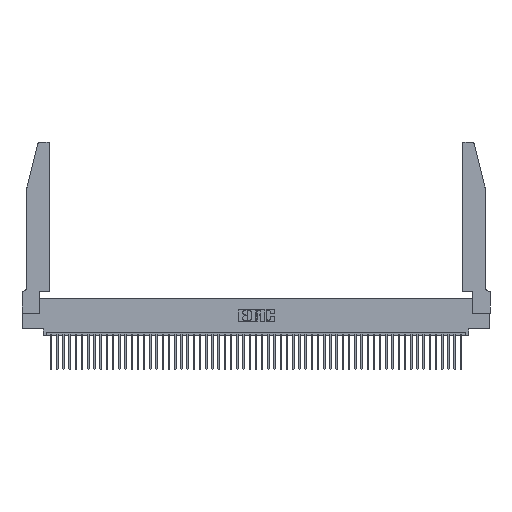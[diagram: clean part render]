
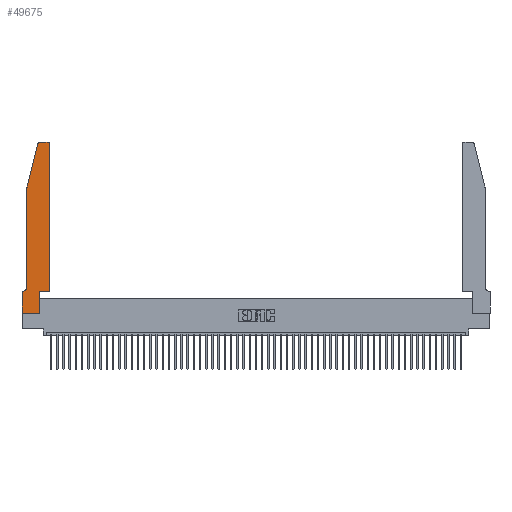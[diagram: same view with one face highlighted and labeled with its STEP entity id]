
A CAD part, top view. The second image highlights one B-rep face of the part: STEP entity #49675.
In plain terms, the highlighted planar face has unit normal (0, 0, 1).
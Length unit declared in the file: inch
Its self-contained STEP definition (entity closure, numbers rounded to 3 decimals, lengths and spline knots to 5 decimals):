
#706 = LINE ( 'NONE', #7466, #32818 ) ;
#907 = VECTOR ( 'NONE', #36690, 39.37008 ) ;
#1045 = CARTESIAN_POINT ( 'NONE',  ( 0.284, 2.72, 0.37 ) ) ;
#2823 = LINE ( 'NONE', #28683, #34908 ) ;
#4208 = DIRECTION ( 'NONE',  ( 0., 0., 1. ) ) ;
#4366 = VECTOR ( 'NONE', #33983, 39.37008 ) ;
#5018 = VERTEX_POINT ( 'NONE', #45316 ) ;
#5281 = ORIENTED_EDGE ( 'NONE', *, *, #6474, .T. ) ;
#5286 = DIRECTION ( 'NONE',  ( 1., 0., 0. ) ) ;
#5328 = EDGE_CURVE ( 'NONE', #34751, #7562, #39855, .T. ) ;
#5650 = FACE_OUTER_BOUND ( 'NONE', #52703, .T. ) ;
#6207 = CIRCLE ( 'NONE', #33232, 0.03 ) ;
#6355 = VERTEX_POINT ( 'NONE', #20726 ) ;
#6474 = EDGE_CURVE ( 'NONE', #23666, #34751, #15559, .T. ) ;
#6711 = EDGE_CURVE ( 'NONE', #36793, #40279, #39077, .T. ) ;
#7466 = CARTESIAN_POINT ( 'NONE',  ( 0.4505, 0.35, 0.37 ) ) ;
#7562 = VERTEX_POINT ( 'NONE', #53702 ) ;
#8051 = EDGE_CURVE ( 'NONE', #40279, #10788, #51282, .T. ) ;
#9270 = DIRECTION ( 'NONE',  ( -1., 0., 0. ) ) ;
#10616 = ORIENTED_EDGE ( 'NONE', *, *, #14015, .T. ) ;
#10788 = VERTEX_POINT ( 'NONE', #18009 ) ;
#11719 = DIRECTION ( 'NONE',  ( 0., 1., 0. ) ) ;
#12764 = AXIS2_PLACEMENT_3D ( 'NONE', #44015, #19090, #48200 ) ;
#13180 = ORIENTED_EDGE ( 'NONE', *, *, #30806, .T. ) ;
#14015 = EDGE_CURVE ( 'NONE', #14588, #6355, #6207, .T. ) ;
#14588 = VERTEX_POINT ( 'NONE', #50534 ) ;
#15559 = LINE ( 'NONE', #46349, #4366 ) ;
#16372 = CARTESIAN_POINT ( 'NONE',  ( 0., 0.35, 0.37 ) ) ;
#16466 = ORIENTED_EDGE ( 'NONE', *, *, #5328, .T. ) ;
#16728 = CARTESIAN_POINT ( 'NONE',  ( 0., 0., 0.37 ) ) ;
#16986 = CARTESIAN_POINT ( 'NONE',  ( 0.0755, 2., 0.37 ) ) ;
#17409 = AXIS2_PLACEMENT_3D ( 'NONE', #16372, #4208, #33512 ) ;
#17435 = VECTOR ( 'NONE', #21233, 39.37008 ) ;
#17529 = CARTESIAN_POINT ( 'NONE',  ( 0.2605, 2.75, 0.37 ) ) ;
#17680 = VECTOR ( 'NONE', #22251, 39.37008 ) ;
#17996 = CARTESIAN_POINT ( 'NONE',  ( 0.4205, 2.72, 0.37 ) ) ;
#18009 = CARTESIAN_POINT ( 'NONE',  ( 0.0055, 0.35, 0.37 ) ) ;
#18212 = VECTOR ( 'NONE', #47582, 39.37008 ) ;
#19090 = DIRECTION ( 'NONE',  ( 0., 0., -1. ) ) ;
#19529 = VECTOR ( 'NONE', #9270, 39.37008 ) ;
#20726 = CARTESIAN_POINT ( 'NONE',  ( 0.4205, 2.75, 0.37 ) ) ;
#21233 = DIRECTION ( 'NONE',  ( -0.239, -0.971, 0. ) ) ;
#22251 = DIRECTION ( 'NONE',  ( 0., 1., 0. ) ) ;
#22252 = DIRECTION ( 'NONE',  ( 1., 0., 0. ) ) ;
#22906 = EDGE_CURVE ( 'NONE', #47867, #23666, #2823, .T. ) ;
#23666 = VERTEX_POINT ( 'NONE', #16728 ) ;
#24189 = VECTOR ( 'NONE', #44114, 39.37008 ) ;
#25499 = LINE ( 'NONE', #48305, #24189 ) ;
#26331 = ORIENTED_EDGE ( 'NONE', *, *, #22906, .T. ) ;
#26404 = CIRCLE ( 'NONE', #42811, 0.03 ) ;
#28591 = EDGE_CURVE ( 'NONE', #7562, #39415, #34328, .T. ) ;
#28683 = CARTESIAN_POINT ( 'NONE',  ( 0., 0., 0.37 ) ) ;
#29178 = PLANE ( 'NONE',  #17409 ) ;
#29553 = ORIENTED_EDGE ( 'NONE', *, *, #8051, .T. ) ;
#30405 = DIRECTION ( 'NONE',  ( 0., 0., 1. ) ) ;
#30806 = EDGE_CURVE ( 'NONE', #45921, #5018, #26404, .T. ) ;
#31129 = EDGE_CURVE ( 'NONE', #39415, #14588, #706, .T. ) ;
#31311 = CARTESIAN_POINT ( 'NONE',  ( 0.0755, 0.42, 0.37 ) ) ;
#31503 = ORIENTED_EDGE ( 'NONE', *, *, #31129, .T. ) ;
#32495 = CARTESIAN_POINT ( 'NONE',  ( 0.4505, 0.35, 0.37 ) ) ;
#32818 = VECTOR ( 'NONE', #11719, 39.37008 ) ;
#32834 = DIRECTION ( 'NONE',  ( 0., -1., 0. ) ) ;
#33232 = AXIS2_PLACEMENT_3D ( 'NONE', #17996, #47125, #22252 ) ;
#33429 = ORIENTED_EDGE ( 'NONE', *, *, #33495, .T. ) ;
#33495 = EDGE_CURVE ( 'NONE', #10788, #47867, #25499, .T. ) ;
#33512 = DIRECTION ( 'NONE',  ( 1., 0., 0. ) ) ;
#33983 = DIRECTION ( 'NONE',  ( 1., 0., 0. ) ) ;
#34063 = ORIENTED_EDGE ( 'NONE', *, *, #39528, .T. ) ;
#34328 = LINE ( 'NONE', #32495, #907 ) ;
#34751 = VERTEX_POINT ( 'NONE', #40055 ) ;
#34908 = VECTOR ( 'NONE', #32834, 39.37008 ) ;
#36690 = DIRECTION ( 'NONE',  ( 1., 0., 0. ) ) ;
#36793 = VERTEX_POINT ( 'NONE', #36848 ) ;
#36848 = CARTESIAN_POINT ( 'NONE',  ( 0.0755, 2., 0.37 ) ) ;
#37938 = CARTESIAN_POINT ( 'NONE',  ( 0.4505, 0.35, 0.37 ) ) ;
#39077 = LINE ( 'NONE', #43394, #18212 ) ;
#39415 = VERTEX_POINT ( 'NONE', #37938 ) ;
#39528 = EDGE_CURVE ( 'NONE', #6355, #45921, #42974, .T. ) ;
#39855 = LINE ( 'NONE', #51305, #17680 ) ;
#40055 = CARTESIAN_POINT ( 'NONE',  ( 0.2865, 0., 0.37 ) ) ;
#40279 = VERTEX_POINT ( 'NONE', #31311 ) ;
#40907 = CARTESIAN_POINT ( 'NONE',  ( 0.284, 2.75, 0.37 ) ) ;
#41371 = EDGE_CURVE ( 'NONE', #5018, #36793, #50643, .T. ) ;
#42811 = AXIS2_PLACEMENT_3D ( 'NONE', #1045, #30405, #5286 ) ;
#42974 = LINE ( 'NONE', #17529, #19529 ) ;
#43394 = CARTESIAN_POINT ( 'NONE',  ( 0.0755, 2., 0.37 ) ) ;
#44015 = CARTESIAN_POINT ( 'NONE',  ( 0.0055, 0.42, 0.37 ) ) ;
#44114 = DIRECTION ( 'NONE',  ( -1., 0., 0. ) ) ;
#45316 = CARTESIAN_POINT ( 'NONE',  ( 0.25487, 2.72718, 0.37 ) ) ;
#45921 = VERTEX_POINT ( 'NONE', #40907 ) ;
#46158 = CARTESIAN_POINT ( 'NONE',  ( 0., 0.35, 0.37 ) ) ;
#46349 = CARTESIAN_POINT ( 'NONE',  ( 0., 0., 0.37 ) ) ;
#46431 = ORIENTED_EDGE ( 'NONE', *, *, #41371, .T. ) ;
#47125 = DIRECTION ( 'NONE',  ( 0., 0., 1. ) ) ;
#47582 = DIRECTION ( 'NONE',  ( 0., -1., 0. ) ) ;
#47867 = VERTEX_POINT ( 'NONE', #46158 ) ;
#48200 = DIRECTION ( 'NONE',  ( -1., 0., 0. ) ) ;
#48305 = CARTESIAN_POINT ( 'NONE',  ( 0.0755, 0.35, 0.37 ) ) ;
#49675 = ADVANCED_FACE ( 'NONE', ( #5650 ), #29178, .T. ) ;
#50349 = ORIENTED_EDGE ( 'NONE', *, *, #6711, .T. ) ;
#50534 = CARTESIAN_POINT ( 'NONE',  ( 0.4505, 2.72, 0.37 ) ) ;
#50643 = LINE ( 'NONE', #16986, #17435 ) ;
#51282 = CIRCLE ( 'NONE', #12764, 0.07 ) ;
#51305 = CARTESIAN_POINT ( 'NONE',  ( 0.2865, 0.35, 0.37 ) ) ;
#52338 = ORIENTED_EDGE ( 'NONE', *, *, #28591, .T. ) ;
#52703 = EDGE_LOOP ( 'NONE', ( #34063, #13180, #46431, #50349, #29553, #33429, #26331, #5281, #16466, #52338, #31503, #10616 ) ) ;
#53702 = CARTESIAN_POINT ( 'NONE',  ( 0.2865, 0.35, 0.37 ) ) ;
